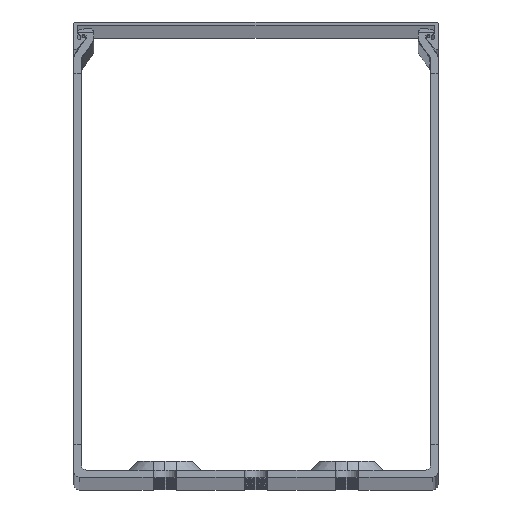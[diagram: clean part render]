
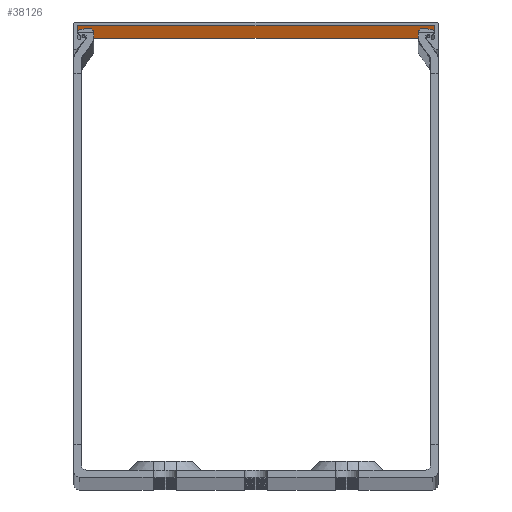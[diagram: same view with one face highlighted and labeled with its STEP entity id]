
A CAD part, top view. The second image highlights one B-rep face of the part: STEP entity #38126.
In plain terms, the highlighted planar face has unit normal (0, -1, 0).
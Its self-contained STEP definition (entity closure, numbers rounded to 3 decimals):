
#750 = FACE_OUTER_BOUND ( 'NONE', #30322, .T. ) ;
#895 = DIRECTION ( 'NONE',  ( 1., 0., 0. ) ) ;
#1554 = LINE ( 'NONE', #18027, #39697 ) ;
#1745 = ORIENTED_EDGE ( 'NONE', *, *, #45914, .T. ) ;
#2525 = ORIENTED_EDGE ( 'NONE', *, *, #10431, .F. ) ;
#3093 = ORIENTED_EDGE ( 'NONE', *, *, #22416, .T. ) ;
#5226 = CARTESIAN_POINT ( 'NONE',  ( -49., 124., -1000. ) ) ;
#7550 = CARTESIAN_POINT ( 'NONE',  ( -49., 124., 1000. ) ) ;
#8599 = DIRECTION ( 'NONE',  ( 0., 0., 1. ) ) ;
#10187 = VERTEX_POINT ( 'NONE', #23718 ) ;
#10431 = EDGE_CURVE ( 'NONE', #10187, #32084, #28280, .T. ) ;
#12545 = CARTESIAN_POINT ( 'NONE',  ( -49., 124., -1000. ) ) ;
#13706 = PLANE ( 'NONE',  #46984 ) ;
#15059 = DIRECTION ( 'NONE',  ( 0., 0., -1. ) ) ;
#18027 = CARTESIAN_POINT ( 'NONE',  ( -49., 124., 1100.352 ) ) ;
#19684 = LINE ( 'NONE', #7550, #37250 ) ;
#19895 = CARTESIAN_POINT ( 'NONE',  ( 49., 124., 1100.352 ) ) ;
#22416 = EDGE_CURVE ( 'NONE', #10187, #31525, #19684, .T. ) ;
#23207 = DIRECTION ( 'NONE',  ( -1., 0., 0. ) ) ;
#23718 = CARTESIAN_POINT ( 'NONE',  ( 49., 124., 1000. ) ) ;
#25068 = CARTESIAN_POINT ( 'NONE',  ( 49., 124., -1000. ) ) ;
#25483 = LINE ( 'NONE', #12545, #46737 ) ;
#28280 = LINE ( 'NONE', #19895, #34198 ) ;
#28705 = VERTEX_POINT ( 'NONE', #5226 ) ;
#30322 = EDGE_LOOP ( 'NONE', ( #2525, #3093, #44348, #1745 ) ) ;
#31525 = VERTEX_POINT ( 'NONE', #43759 ) ;
#32084 = VERTEX_POINT ( 'NONE', #25068 ) ;
#32183 = EDGE_CURVE ( 'NONE', #31525, #28705, #1554, .T. ) ;
#34198 = VECTOR ( 'NONE', #15059, 1000. ) ;
#37250 = VECTOR ( 'NONE', #23207, 1000. ) ;
#37975 = CARTESIAN_POINT ( 'NONE',  ( -49., 124., 1100.352 ) ) ;
#38126 = ADVANCED_FACE ( 'NONE', ( #750 ), #13706, .F. ) ;
#39697 = VECTOR ( 'NONE', #43097, 1000. ) ;
#42283 = DIRECTION ( 'NONE',  ( 0., 1., 0. ) ) ;
#43097 = DIRECTION ( 'NONE',  ( 0., 0., -1. ) ) ;
#43759 = CARTESIAN_POINT ( 'NONE',  ( -49., 124., 1000. ) ) ;
#44348 = ORIENTED_EDGE ( 'NONE', *, *, #32183, .T. ) ;
#45914 = EDGE_CURVE ( 'NONE', #28705, #32084, #25483, .T. ) ;
#46737 = VECTOR ( 'NONE', #895, 1000. ) ;
#46984 = AXIS2_PLACEMENT_3D ( 'NONE', #37975, #42283, #8599 ) ;
